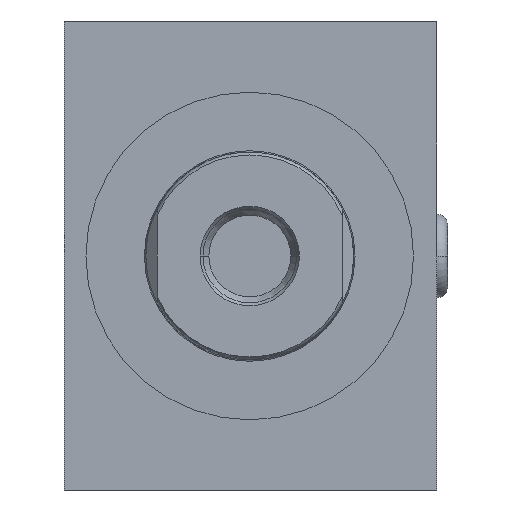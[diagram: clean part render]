
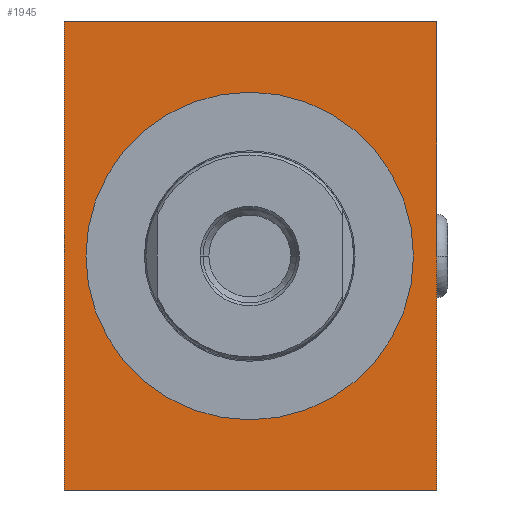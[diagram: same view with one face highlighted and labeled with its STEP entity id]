
A CAD part, left-side view. The second image highlights one B-rep face of the part: STEP entity #1945.
In plain terms, the highlighted planar face has unit normal (-1, 0, 0).
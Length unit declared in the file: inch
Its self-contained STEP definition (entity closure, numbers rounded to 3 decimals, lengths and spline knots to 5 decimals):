
#114=DIRECTION('',(0.,-1.,0.));
#115=VECTOR('',#114,1.99);
#116=CARTESIAN_POINT('',(0.,0.99,1.25));
#117=LINE('',#116,#115);
#122=DIRECTION('',(0.,0.,-1.));
#123=VECTOR('',#122,2.5);
#124=CARTESIAN_POINT('',(0.,-1.,1.25));
#125=LINE('',#124,#123);
#129=DIRECTION('',(0.,1.,0.));
#130=VECTOR('',#129,1.99);
#131=CARTESIAN_POINT('',(0.,-1.,-1.25));
#132=LINE('',#131,#130);
#136=DIRECTION('',(0.,0.,1.));
#137=VECTOR('',#136,2.5);
#138=CARTESIAN_POINT('',(0.,0.99,-1.25));
#139=LINE('',#138,#137);
#143=CARTESIAN_POINT('',(0.,0.,0.));
#144=DIRECTION('',(-1.,0.,0.));
#145=DIRECTION('',(0.,0.,1.));
#146=AXIS2_PLACEMENT_3D('',#143,#144,#145);
#151=CARTESIAN_POINT('',(0.,0.,0.));
#152=DIRECTION('',(-1.,0.,0.));
#153=DIRECTION('',(0.,0.,-1.));
#154=AXIS2_PLACEMENT_3D('',#151,#152,#153);
#1671=CARTESIAN_POINT('',(0.,0.99,1.25));
#1672=CARTESIAN_POINT('',(0.,-1.,1.25));
#1673=VERTEX_POINT('',#1671);
#1674=VERTEX_POINT('',#1672);
#1675=CARTESIAN_POINT('',(0.,-1.,-1.25));
#1676=VERTEX_POINT('',#1675);
#1677=CARTESIAN_POINT('',(0.,0.99,-1.25));
#1678=VERTEX_POINT('',#1677);
#1775=CARTESIAN_POINT('',(0.,0.,0.875));
#1776=CARTESIAN_POINT('',(0.,0.,-0.875));
#1777=VERTEX_POINT('',#1775);
#1778=VERTEX_POINT('',#1776);
#1924=CARTESIAN_POINT('',(0.,0.,0.));
#1925=DIRECTION('',(1.,0.,0.));
#1926=DIRECTION('',(0.,0.,-1.));
#1927=AXIS2_PLACEMENT_3D('',#1924,#1925,#1926);
#1928=PLANE('',#1927);
#1930=ORIENTED_EDGE('',*,*,#1929,.T.);
#1932=ORIENTED_EDGE('',*,*,#1931,.T.);
#1934=ORIENTED_EDGE('',*,*,#1933,.T.);
#1936=ORIENTED_EDGE('',*,*,#1935,.T.);
#1937=EDGE_LOOP('',(#1930,#1932,#1934,#1936));
#1938=FACE_OUTER_BOUND('',#1937,.F.);
#1940=ORIENTED_EDGE('',*,*,#1939,.T.);
#1942=ORIENTED_EDGE('',*,*,#1941,.T.);
#1943=EDGE_LOOP('',(#1940,#1942));
#1944=FACE_BOUND('',#1943,.F.);
#1945=ADVANCED_FACE('',(#1938,#1944),#1928,.F.);
#147=CIRCLE('',#146,0.875);
#155=CIRCLE('',#154,0.875);
#1929=EDGE_CURVE('',#1673,#1674,#117,.T.);
#1931=EDGE_CURVE('',#1674,#1676,#125,.T.);
#1933=EDGE_CURVE('',#1676,#1678,#132,.T.);
#1935=EDGE_CURVE('',#1678,#1673,#139,.T.);
#1939=EDGE_CURVE('',#1777,#1778,#147,.T.);
#1941=EDGE_CURVE('',#1778,#1777,#155,.T.);
